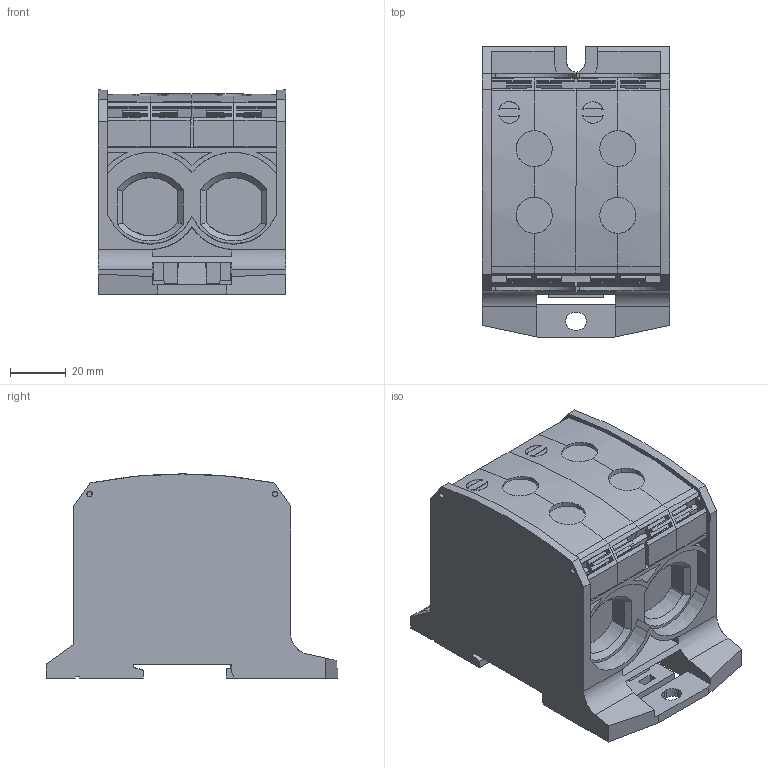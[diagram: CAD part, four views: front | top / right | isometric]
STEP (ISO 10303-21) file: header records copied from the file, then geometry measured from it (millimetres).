
FILE_DESCRIPTION(('CATIA V5 STEP Exchange','CAx-IF Rec.Pracs.--- Model Styling and Organization---1.5--- 2016-08-15','CAx-IF Rec.Pracs.---Supplemental Geometry---1.0---2011-11-01','CAx-IF Rec.Pracs.--- Composite Materials ---1.1---2010-07-15'),'2;1');
FILE_NAME ('D1462997_1', '2025-09-22T09:12:14+00:00', ('none'), ('Weidmueller'), 'CATIA Version 5-6 Release 2024 SP4', 'CATIA V5 STEP AP214 v3', 'none');
FILE_SCHEMA(('AUTOMOTIVE_DESIGN { 1 0 10303 214 1 1 1 1 }'));
Length unit declared in the file: millimetre
Products named in the file (1): 2502820000_WPD_232_2x185-2x185_GN
Bounding box: 67.6 x 105 x 73.5 mm (x, y, z)
Volume: 317692.5 mm3; surface area: 60535.1 mm2
Topology: 4 solids, 4 shells, 546 faces, 1583 edges, 1044 vertices
Faces by surface type: plane 419, cone 95, bspline 18, cylinder 14
Entity records: 19570 total; most frequent: CARTESIAN_POINT 6243, ORIENTED_EDGE 3166, DIRECTION 2104, EDGE_CURVE 1583, VECTOR 1204, LINE 1204, VERTEX_POINT 1044, EDGE_LOOP 567
